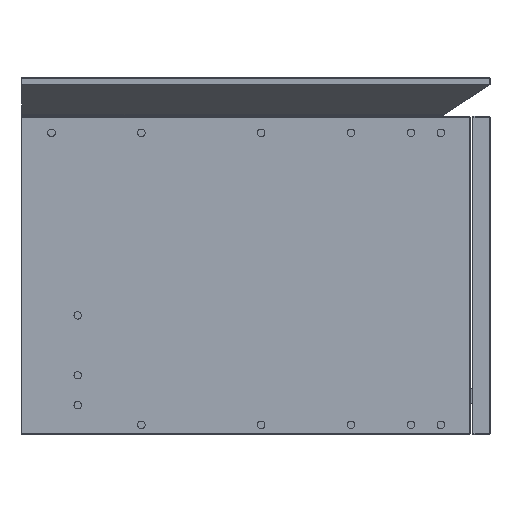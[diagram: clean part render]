
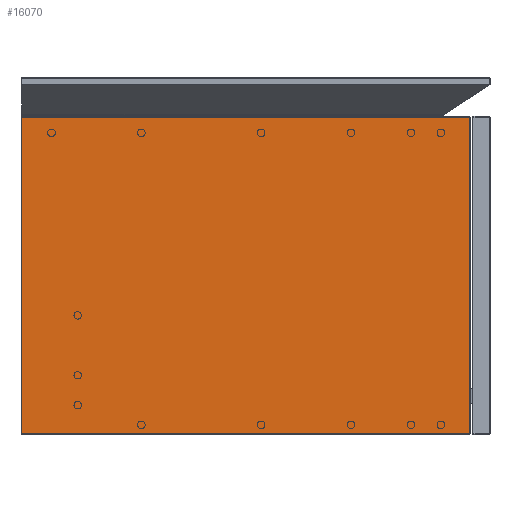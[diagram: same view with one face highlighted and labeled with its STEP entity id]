
A CAD part, left-side view. The second image highlights one B-rep face of the part: STEP entity #16070.
In plain terms, the highlighted planar face has unit normal (-1, 0, 0).
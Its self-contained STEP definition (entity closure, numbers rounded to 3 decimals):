
#15975=CARTESIAN_POINT('',(-2199.916,29381.279,-0.8));
#15976=VERTEX_POINT('',#15975);
#15983=CARTESIAN_POINT('',(-2199.916,28903.079,-0.8));
#15984=VERTEX_POINT('',#15983);
#15985=CARTESIAN_POINT('',(-2199.916,29381.279,-0.8));
#15986=DIRECTION('',(0.0,-1.0,0.0));
#15987=VECTOR('',#15986,478.2);
#15988=LINE('',#15985,#15987);
#15989=EDGE_CURVE('',#15976,#15984,#15988,.T.);
#16006=CARTESIAN_POINT('',(-2199.916,28903.079,-339.2));
#16007=VERTEX_POINT('',#16006);
#16008=CARTESIAN_POINT('',(-2199.916,28903.079,-0.8));
#16009=DIRECTION('',(0.0,0.0,-1.0));
#16010=VECTOR('',#16009,338.4);
#16011=LINE('',#16008,#16010);
#16012=EDGE_CURVE('',#15984,#16007,#16011,.T.);
#16047=CARTESIAN_POINT('',(-2199.916,29142.179,-0.799));
#16048=DIRECTION('',(-1.0,0.0,0.0));
#16049=DIRECTION('',(0.0,0.0,1.0));
#16050=AXIS2_PLACEMENT_3D('',#16047,#16048,#16049);
#16051=PLANE('',#16050);
#16052=ORIENTED_EDGE('',*,*,#15989,.F.);
#16053=CARTESIAN_POINT('',(-2199.916,29381.279,-339.2));
#16054=VERTEX_POINT('',#16053);
#16055=CARTESIAN_POINT('',(-2199.916,29381.279,-339.2));
#16056=DIRECTION('',(0.0,0.0,1.0));
#16057=VECTOR('',#16056,338.4);
#16058=LINE('',#16055,#16057);
#16059=EDGE_CURVE('',#16054,#15976,#16058,.T.);
#16060=ORIENTED_EDGE('',*,*,#16059,.F.);
#16061=CARTESIAN_POINT('',(-2199.916,28903.079,-339.2));
#16062=DIRECTION('',(0.0,1.0,0.0));
#16063=VECTOR('',#16062,478.2);
#16064=LINE('',#16061,#16063);
#16065=EDGE_CURVE('',#16007,#16054,#16064,.T.);
#16066=ORIENTED_EDGE('',*,*,#16065,.F.);
#16067=ORIENTED_EDGE('',*,*,#16012,.F.);
#16068=EDGE_LOOP('',(#16052,#16060,#16066,#16067));
#16069=FACE_OUTER_BOUND('',#16068,.T.);
#16070=ADVANCED_FACE('',(#16069),#16051,.T.);
